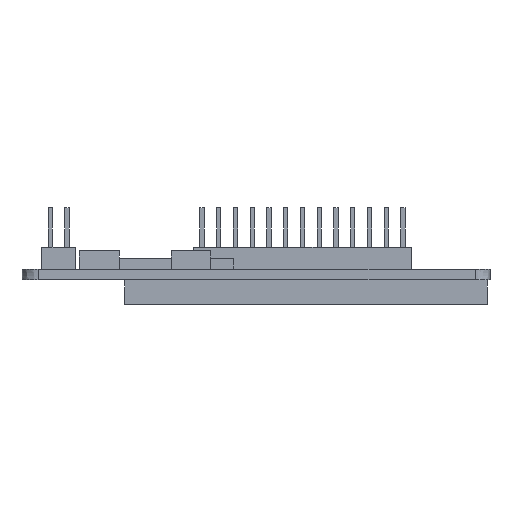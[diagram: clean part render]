
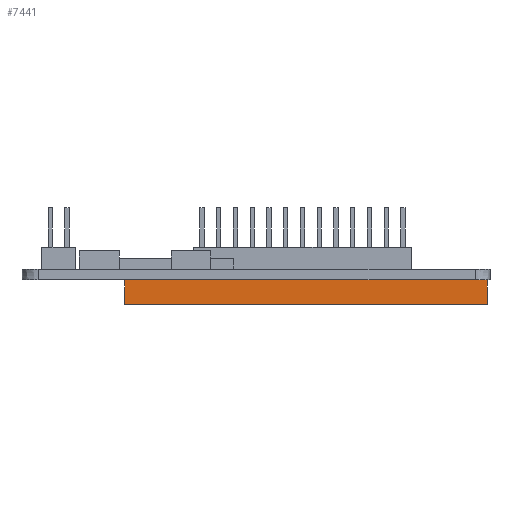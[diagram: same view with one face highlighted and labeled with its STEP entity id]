
A CAD part, left-side view. The second image highlights one B-rep face of the part: STEP entity #7441.
In plain terms, the highlighted planar face has unit normal (-1, 0, 0).
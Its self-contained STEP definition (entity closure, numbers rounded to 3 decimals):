
#155=DIRECTION('',(0.,1.,0.));
#156=VECTOR('',#155,55.);
#157=CARTESIAN_POINT('',(-46.248,-27.36,0.));
#158=LINE('',#157,#156);
#2543=DIRECTION('',(0.,0.,-1.));
#2544=VECTOR('',#2543,3.7);
#2545=CARTESIAN_POINT('',(-46.248,27.64,0.));
#2546=LINE('',#2545,#2544);
#2547=DIRECTION('',(0.,0.,-1.));
#2548=VECTOR('',#2547,3.7);
#2549=CARTESIAN_POINT('',(-46.248,-27.36,0.));
#2550=LINE('',#2549,#2548);
#2563=DIRECTION('',(0.,1.,0.));
#2564=VECTOR('',#2563,55.);
#2565=CARTESIAN_POINT('',(-46.248,-27.36,-3.7));
#2566=LINE('',#2565,#2564);
#3377=CARTESIAN_POINT('',(-46.248,-27.36,-3.7));
#3378=VERTEX_POINT('',#3377);
#3379=CARTESIAN_POINT('',(-46.248,27.64,-3.7));
#3380=VERTEX_POINT('',#3379);
#3385=CARTESIAN_POINT('',(-46.248,-27.36,0.));
#3386=VERTEX_POINT('',#3385);
#3387=CARTESIAN_POINT('',(-46.248,27.64,0.));
#3388=VERTEX_POINT('',#3387);
#7428=CARTESIAN_POINT('',(-46.248,-27.36,0.));
#7429=DIRECTION('',(-1.,0.,0.));
#7430=DIRECTION('',(0.,1.,0.));
#7431=AXIS2_PLACEMENT_3D('',#7428,#7429,#7430);
#7432=PLANE('',#7431);
#7433=ORIENTED_EDGE('',*,*,#3530,.F.);
#7435=ORIENTED_EDGE('',*,*,#7434,.T.);
#7437=ORIENTED_EDGE('',*,*,#7436,.T.);
#7438=ORIENTED_EDGE('',*,*,#7420,.F.);
#7439=EDGE_LOOP('',(#7433,#7435,#7437,#7438));
#7440=FACE_OUTER_BOUND('',#7439,.F.);
#7441=ADVANCED_FACE('',(#7440),#7432,.T.);
#3530=EDGE_CURVE('',#3386,#3388,#158,.T.);
#7420=EDGE_CURVE('',#3388,#3380,#2546,.T.);
#7434=EDGE_CURVE('',#3386,#3378,#2550,.T.);
#7436=EDGE_CURVE('',#3378,#3380,#2566,.T.);
